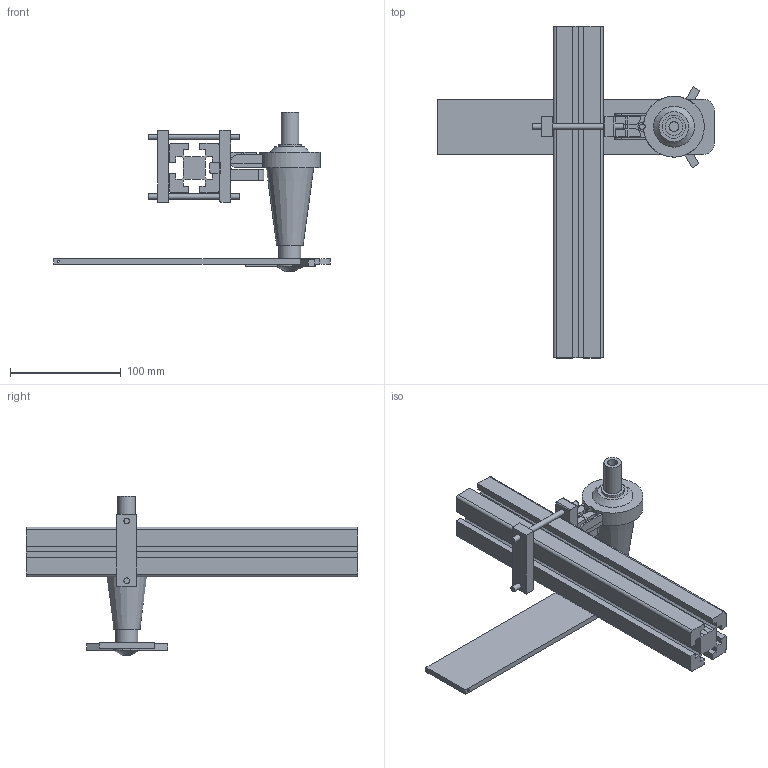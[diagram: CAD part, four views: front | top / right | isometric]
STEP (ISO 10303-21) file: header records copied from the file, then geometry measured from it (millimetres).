
FILE_DESCRIPTION(('FreeCAD Model'),'2;1');
FILE_NAME('Dosierhilfe_FM_Prof_2cl.step','2013-09-08T16:37:45',('FreeCAD'),('FreeCAD'), 'Open CASCADE STEP processor 6.3','FreeCAD','Unknown');
FILE_SCHEMA(('AUTOMOTIVE_DESIGN_CC2 { 1 2 10303 214 -1 1 5 4 }'));
Length unit declared in the file: millimetre
Products named in the file (7): dosing_unit; fixing_lower_upper_screw; fixing_lower_lower_screw; fixing_backend; fixing; Boschprofil; exerter
Bounding box: 250 x 300 x 144.5 mm (x, y, z)
Volume: 594528.1 mm3; surface area: 173415.1 mm2
Topology: 7 solids, 7 shells, 222 faces, 594 edges, 390 vertices
Faces by surface type: plane 170, cylinder 49, cone 3
Full cylindrical faces by diameter (mm): 2 x1, 5 x11, 7 x1, 9 x2, 16 x1, 20 x1, 21 x1, 22 x1
Entity records: 14877 total; most frequent: CARTESIAN_POINT 2551, DIRECTION 2352, LINE 1479, VECTOR 1479, ORIENTED_EDGE 1188, PCURVE 1188, DEFINITIONAL_REPRESENTATION 1188, EDGE_CURVE 594
